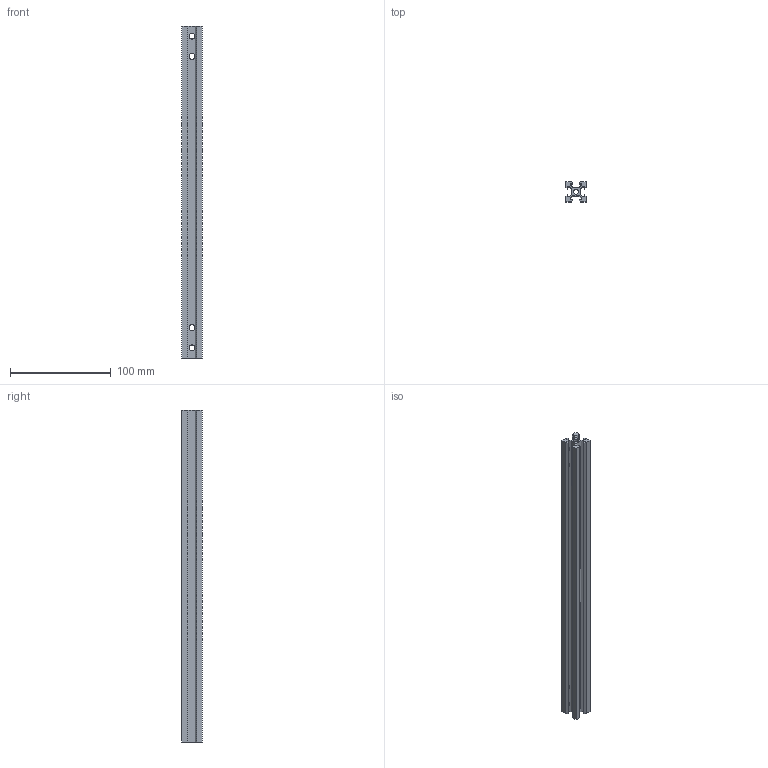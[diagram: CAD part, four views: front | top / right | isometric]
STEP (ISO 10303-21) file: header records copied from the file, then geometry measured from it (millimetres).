
FILE_DESCRIPTION(('FreeCAD Model'),'2;1');
FILE_NAME('2020-top-mount.step', '2020-08-30T22:12:36',('Author'),(''), 'Open CASCADE STEP processor 7.3','FreeCAD','Unknown');
FILE_SCHEMA(('AUTOMOTIVE_DESIGN { 1 0 10303 214 1 1 1 1 }'));
Length unit declared in the file: millimetre
Products named in the file (1): Body
Bounding box: 20 x 20 x 330 mm (x, y, z)
Volume: 55672.2 mm3; surface area: 52641.1 mm2
Topology: 1 solids, 1 shells, 103 faces, 279 edges, 178 vertices
Faces by surface type: plane 70, cylinder 33
Full cylindrical faces by diameter (mm): 5 x5, 6 x4
Entity records: 9421 total; most frequent: CARTESIAN_POINT 3803, DIRECTION 1053, LINE 621, VECTOR 621, ORIENTED_EDGE 558, PCURVE 558, DEFINITIONAL_REPRESENTATION 558, EDGE_CURVE 279
